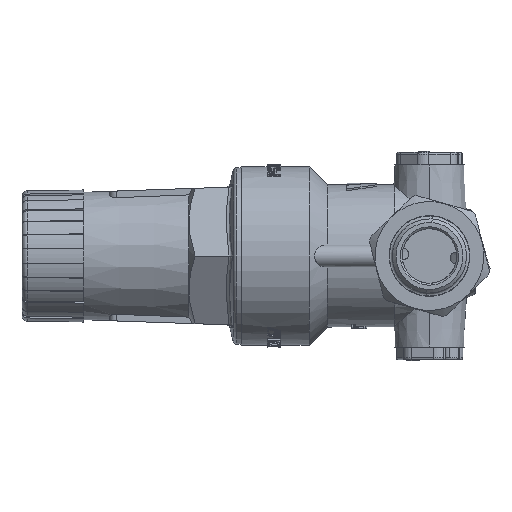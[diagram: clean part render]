
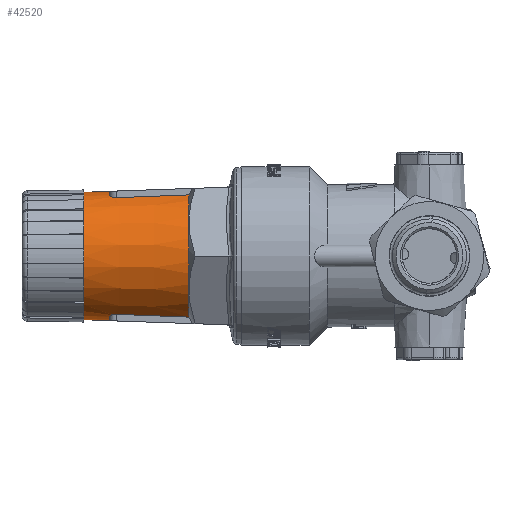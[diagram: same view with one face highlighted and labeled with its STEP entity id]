
A CAD part, left-side view. The second image highlights one B-rep face of the part: STEP entity #42520.
In plain terms, the highlighted conical face has half-angle 2 degrees and reference radius 18.892 mm.
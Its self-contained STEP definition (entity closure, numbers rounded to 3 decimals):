
#89 = FACE_OUTER_BOUND ( 'NONE', #19053, .T. ) ;
#123 = CARTESIAN_POINT ( 'NONE',  ( -6.058, 100.4, -16.68 ) ) ;
#146 = VERTEX_POINT ( 'NONE', #40441 ) ;
#270 = ORIENTED_EDGE ( 'NONE', *, *, #23002, .T. ) ;
#528 = CARTESIAN_POINT ( 'NONE',  ( -7.8, 85.181, 16.528 ) ) ;
#756 = CARTESIAN_POINT ( 'NONE',  ( -7.8, 91.791, 16.273 ) ) ;
#992 = CARTESIAN_POINT ( 'NONE',  ( -7.8, 91.791, -16.273 ) ) ;
#1299 = AXIS2_PLACEMENT_3D ( 'NONE', #22958, #26051, #12030 ) ;
#2052 = ORIENTED_EDGE ( 'NONE', *, *, #21222, .T. ) ;
#2400 = DIRECTION ( 'NONE',  ( 0., -0.999, 0.035 ) ) ;
#2578 = CARTESIAN_POINT ( 'NONE',  ( 0., 107.4, 17.5 ) ) ;
#4944 = VERTEX_POINT ( 'NONE', #14763 ) ;
#5336 = ORIENTED_EDGE ( 'NONE', *, *, #41336, .T. ) ;
#5486 = EDGE_CURVE ( 'NONE', #35533, #46173, #38515, .T. ) ;
#6119 = ORIENTED_EDGE ( 'NONE', *, *, #16701, .T. ) ;
#6225 = CARTESIAN_POINT ( 'NONE',  ( -7.691, 99.066, 16.043 ) ) ;
#6463 = CARTESIAN_POINT ( 'NONE',  ( -7.532, 99.435, 16.104 ) ) ;
#8041 = CARTESIAN_POINT ( 'NONE',  ( -7.8, 78.572, -16.783 ) ) ;
#8826 = CARTESIAN_POINT ( 'NONE',  ( -7.8, 78.572, -16.783 ) ) ;
#8932 = EDGE_CURVE ( 'NONE', #21488, #35533, #17310, .T. ) ;
#9030 = CARTESIAN_POINT ( 'NONE',  ( -7.8, 78.572, 16.783 ) ) ;
#9322 = CARTESIAN_POINT ( 'NONE',  ( -6.78, 100.148, 16.408 ) ) ;
#9560 = CARTESIAN_POINT ( 'NONE',  ( -6.306, 100.339, 16.589 ) ) ;
#10667 = ORIENTED_EDGE ( 'NONE', *, *, #34393, .F. ) ;
#10834 = CARTESIAN_POINT ( 'NONE',  ( 0., 100.4, -17.744 ) ) ;
#10854 = CARTESIAN_POINT ( 'NONE',  ( 0., 100.4, 0. ) ) ;
#11065 = CARTESIAN_POINT ( 'NONE',  ( -6.667, 100.207, -16.452 ) ) ;
#11316 = CARTESIAN_POINT ( 'NONE',  ( -7.284, 99.747, -16.206 ) ) ;
#11537 = CARTESIAN_POINT ( 'NONE',  ( -7.097, 99.928, -16.282 ) ) ;
#11767 = CARTESIAN_POINT ( 'NONE',  ( -7.585, 99.313, -16.084 ) ) ;
#12030 = DIRECTION ( 'NONE',  ( 0., 0., -1. ) ) ;
#12430 = DIRECTION ( 'NONE',  ( 0., -1., 0. ) ) ;
#12646 = B_SPLINE_CURVE_WITH_KNOTS ( 'NONE', 3,
 ( #39078, #35046, #16460, #28339, #6225, #6463, #27412, #31221, #16906, #9322, #45758, #38639, #9560, #31449, #24532, #13365 ),
 .UNSPECIFIED., .F., .F.,
 ( 4, 2, 2, 2, 2, 2, 2, 4 ),
 ( 0., 0., 0.001, 0.002, 0.002, 0.002, 0.003, 0.003 ),
 .UNSPECIFIED. ) ;
#13274 = DIRECTION ( 'NONE',  ( 0., -0.999, -0.035 ) ) ;
#13365 = CARTESIAN_POINT ( 'NONE',  ( -5.8, 100.4, 16.77 ) ) ;
#13648 = B_SPLINE_CURVE_WITH_KNOTS ( 'NONE', 3,
 ( #38129, #992, #26675, #8826 ),
 .UNSPECIFIED., .F., .F.,
 ( 4, 4 ),
 ( 0.021, 0.04 ),
 .UNSPECIFIED. ) ;
#13712 = DIRECTION ( 'NONE',  ( 0., 0., -1. ) ) ;
#14622 = CARTESIAN_POINT ( 'NONE',  ( -6.995, 100.009, -16.323 ) ) ;
#14763 = CARTESIAN_POINT ( 'NONE',  ( -5.8, 100.4, 16.77 ) ) ;
#14919 = DIRECTION ( 'NONE',  ( 0., 1., 0. ) ) ;
#16381 = CONICAL_SURFACE ( 'NONE', #26288, 18.892, 0.035 ) ;
#16460 = CARTESIAN_POINT ( 'NONE',  ( -7.786, 98.671, 16.012 ) ) ;
#16701 = EDGE_CURVE ( 'NONE', #4944, #19450, #32220, .T. ) ;
#16906 = CARTESIAN_POINT ( 'NONE',  ( -6.996, 100.008, 16.323 ) ) ;
#17310 = LINE ( 'NONE', #41451, #37547 ) ;
#17818 = CARTESIAN_POINT ( 'NONE',  ( 0., 107.4, -17.5 ) ) ;
#17929 = CIRCLE ( 'NONE', #31601, 18.507 ) ;
#17946 = VECTOR ( 'NONE', #2400, 1000. ) ;
#18153 = CARTESIAN_POINT ( 'NONE',  ( -5.8, 100.4, -16.77 ) ) ;
#18655 = CARTESIAN_POINT ( 'NONE',  ( -6.309, 100.351, -16.589 ) ) ;
#19053 = EDGE_LOOP ( 'NONE', ( #10667, #5336, #26325, #20330, #270, #2052, #44616, #27972, #43061, #6119 ) ) ;
#19277 = CARTESIAN_POINT ( 'NONE',  ( -7.8, 98.4, 16.016 ) ) ;
#19450 = VERTEX_POINT ( 'NONE', #27125 ) ;
#19688 = VERTEX_POINT ( 'NONE', #8041 ) ;
#20237 = AXIS2_PLACEMENT_3D ( 'NONE', #10854, #25361, #13712 ) ;
#20330 = ORIENTED_EDGE ( 'NONE', *, *, #5486, .T. ) ;
#20822 = CARTESIAN_POINT ( 'NONE',  ( 0., 78.572, 0. ) ) ;
#21222 = EDGE_CURVE ( 'NONE', #146, #19688, #13648, .T. ) ;
#21488 = VERTEX_POINT ( 'NONE', #17818 ) ;
#22478 = CARTESIAN_POINT ( 'NONE',  ( -7.69, 99.067, -16.043 ) ) ;
#22958 = CARTESIAN_POINT ( 'NONE',  ( 0., 107.4, 0. ) ) ;
#23002 = EDGE_CURVE ( 'NONE', #46173, #146, #35277, .T. ) ;
#23862 = AXIS2_PLACEMENT_3D ( 'NONE', #43297, #14919, #29459 ) ;
#24532 = CARTESIAN_POINT ( 'NONE',  ( -5.929, 100.4, 16.725 ) ) ;
#25361 = DIRECTION ( 'NONE',  ( 0., 1., 0. ) ) ;
#25583 = CARTESIAN_POINT ( 'NONE',  ( -7.369, 99.647, -16.171 ) ) ;
#25801 = EDGE_CURVE ( 'NONE', #41050, #19688, #17929, .T. ) ;
#25822 = CARTESIAN_POINT ( 'NONE',  ( -7.8, 98.537, -16.011 ) ) ;
#26040 = CARTESIAN_POINT ( 'NONE',  ( -7.731, 98.94, -16.029 ) ) ;
#26051 = DIRECTION ( 'NONE',  ( 0., -1., 0. ) ) ;
#26288 = AXIS2_PLACEMENT_3D ( 'NONE', #43660, #12430, #37688 ) ;
#26325 = ORIENTED_EDGE ( 'NONE', *, *, #8932, .T. ) ;
#26523 = CARTESIAN_POINT ( 'NONE',  ( -6.78, 100.148, -16.408 ) ) ;
#26675 = CARTESIAN_POINT ( 'NONE',  ( -7.8, 85.181, -16.528 ) ) ;
#27125 = CARTESIAN_POINT ( 'NONE',  ( 0., 100.4, 17.744 ) ) ;
#27412 = CARTESIAN_POINT ( 'NONE',  ( -7.378, 99.656, 16.168 ) ) ;
#27972 = ORIENTED_EDGE ( 'NONE', *, *, #37686, .T. ) ;
#28339 = CARTESIAN_POINT ( 'NONE',  ( -7.732, 98.935, 16.028 ) ) ;
#29459 = DIRECTION ( 'NONE',  ( 0., 0., -1. ) ) ;
#29858 = CARTESIAN_POINT ( 'NONE',  ( -5.8, 100.4, -16.77 ) ) ;
#30007 = CARTESIAN_POINT ( 'NONE',  ( -7.8, 78.572, 16.783 ) ) ;
#31221 = CARTESIAN_POINT ( 'NONE',  ( -7.098, 99.927, 16.281 ) ) ;
#31449 = CARTESIAN_POINT ( 'NONE',  ( -6.056, 100.388, 16.68 ) ) ;
#31601 = AXIS2_PLACEMENT_3D ( 'NONE', #20822, #35371, #42989 ) ;
#32216 = B_SPLINE_CURVE_WITH_KNOTS ( 'NONE', 3,
 ( #30007, #528, #756, #19277 ),
 .UNSPECIFIED., .F., .F.,
 ( 4, 4 ),
 ( 0.03, 0.05 ),
 .UNSPECIFIED. ) ;
#32220 = CIRCLE ( 'NONE', #23862, 17.744 ) ;
#34393 = EDGE_CURVE ( 'NONE', #35201, #19450, #35020, .T. ) ;
#35020 = LINE ( 'NONE', #42858, #17946 ) ;
#35046 = CARTESIAN_POINT ( 'NONE',  ( -7.8, 98.537, 16.011 ) ) ;
#35201 = VERTEX_POINT ( 'NONE', #2578 ) ;
#35277 = B_SPLINE_CURVE_WITH_KNOTS ( 'NONE', 3,
 ( #29858, #123, #18655, #11065, #26523, #14622, #11537, #11316, #25583, #44403, #11767, #22478, #26040, #36785, #25822, #37036 ),
 .UNSPECIFIED., .F., .F.,
 ( 4, 2, 2, 2, 2, 2, 2, 4 ),
 ( 0., 0.001, 0.001, 0.002, 0.002, 0.002, 0.003, 0.003 ),
 .UNSPECIFIED. ) ;
#35371 = DIRECTION ( 'NONE',  ( 0., -1., 0. ) ) ;
#35533 = VERTEX_POINT ( 'NONE', #10834 ) ;
#36785 = CARTESIAN_POINT ( 'NONE',  ( -7.786, 98.674, -16.012 ) ) ;
#37036 = CARTESIAN_POINT ( 'NONE',  ( -7.8, 98.4, -16.016 ) ) ;
#37547 = VECTOR ( 'NONE', #13274, 1000. ) ;
#37686 = EDGE_CURVE ( 'NONE', #41050, #40737, #32216, .T. ) ;
#37688 = DIRECTION ( 'NONE',  ( 0., 0., -1. ) ) ;
#38129 = CARTESIAN_POINT ( 'NONE',  ( -7.8, 98.4, -16.016 ) ) ;
#38374 = CARTESIAN_POINT ( 'NONE',  ( -7.8, 98.4, 16.016 ) ) ;
#38515 = CIRCLE ( 'NONE', #20237, 17.744 ) ;
#38639 = CARTESIAN_POINT ( 'NONE',  ( -6.43, 100.303, 16.543 ) ) ;
#39078 = CARTESIAN_POINT ( 'NONE',  ( -7.8, 98.4, 16.016 ) ) ;
#40441 = CARTESIAN_POINT ( 'NONE',  ( -7.8, 98.4, -16.016 ) ) ;
#40737 = VERTEX_POINT ( 'NONE', #38374 ) ;
#41050 = VERTEX_POINT ( 'NONE', #9030 ) ;
#41336 = EDGE_CURVE ( 'NONE', #35201, #21488, #41561, .T. ) ;
#41451 = CARTESIAN_POINT ( 'NONE',  ( 0., 67.536, -18.892 ) ) ;
#41561 = CIRCLE ( 'NONE', #1299, 17.5 ) ;
#42520 = ADVANCED_FACE ( 'NONE', ( #89 ), #16381, .T. ) ;
#42858 = CARTESIAN_POINT ( 'NONE',  ( 0., 67.536, 18.892 ) ) ;
#42989 = DIRECTION ( 'NONE',  ( 0., 0., -1. ) ) ;
#43061 = ORIENTED_EDGE ( 'NONE', *, *, #47054, .T. ) ;
#43297 = CARTESIAN_POINT ( 'NONE',  ( 0., 100.4, 0. ) ) ;
#43660 = CARTESIAN_POINT ( 'NONE',  ( 0., 67.536, 0. ) ) ;
#44403 = CARTESIAN_POINT ( 'NONE',  ( -7.519, 99.431, -16.11 ) ) ;
#44616 = ORIENTED_EDGE ( 'NONE', *, *, #25801, .F. ) ;
#45758 = CARTESIAN_POINT ( 'NONE',  ( -6.667, 100.207, 16.452 ) ) ;
#46173 = VERTEX_POINT ( 'NONE', #18153 ) ;
#47054 = EDGE_CURVE ( 'NONE', #40737, #4944, #12646, .T. ) ;
